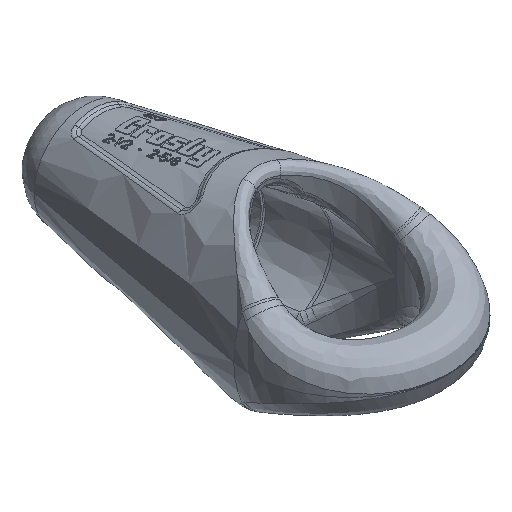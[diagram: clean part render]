
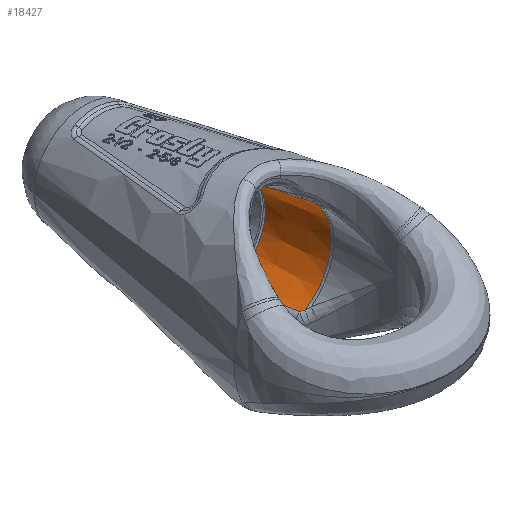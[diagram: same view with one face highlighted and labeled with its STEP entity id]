
A CAD part, isometric view. The second image highlights one B-rep face of the part: STEP entity #18427.
In plain terms, the highlighted conical face has half-angle 7.5 degrees and reference radius 69.502 mm.
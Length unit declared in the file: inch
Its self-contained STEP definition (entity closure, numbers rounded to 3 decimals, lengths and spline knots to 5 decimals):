
#1175=CARTESIAN_POINT('',(1.46417,6.42301,2.51794));
#1176=CARTESIAN_POINT('',(1.48083,6.40786,2.51056));
#1177=CARTESIAN_POINT('',(1.51407,6.37713,2.49552));
#1178=CARTESIAN_POINT('',(1.56375,6.32966,2.47209));
#1179=CARTESIAN_POINT('',(1.59672,6.29711,2.4559));
#1180=CARTESIAN_POINT('',(1.61316,6.2806,2.44767));
#1189=CARTESIAN_POINT('',(0.,6.2806,0.));
#1190=DIRECTION('',(0.,1.,0.));
#1191=DIRECTION('',(0.55,0.,0.835));
#1192=AXIS2_PLACEMENT_3D('',#1189,#1190,#1191);
#1194=CARTESIAN_POINT('',(0.,9.245,0.));
#1195=DIRECTION('',(0.,-1.,0.));
#1196=DIRECTION('',(0.196,0.,-0.981));
#1197=AXIS2_PLACEMENT_3D('',#1194,#1195,#1196);
#1211=CARTESIAN_POINT('',(1.61316,6.2806,2.44767));
#1276=CARTESIAN_POINT('',(1.61316,6.2806,-2.44767));
#1283=CARTESIAN_POINT('',(1.61316,6.2806,-2.44767));
#1284=CARTESIAN_POINT('',(1.59672,6.29711,-2.4559));
#1285=CARTESIAN_POINT('',(1.56375,6.32966,-2.47209));
#1286=CARTESIAN_POINT('',(1.51407,6.37713,-2.49552));
#1287=CARTESIAN_POINT('',(1.48083,6.40786,-2.51056));
#1288=CARTESIAN_POINT('',(1.46417,6.42301,-2.51794));
#1307=CARTESIAN_POINT('',(0.49833,9.245,
-2.49182));
#1314=CARTESIAN_POINT('',(0.49833,9.245,
-2.49182));
#1315=CARTESIAN_POINT('',(0.65124,8.95753,
-2.49984));
#1316=CARTESIAN_POINT('',(0.93016,8.36627,
-2.4966));
#1317=CARTESIAN_POINT('',(1.24265,7.46411,-2.48573));
#1318=CARTESIAN_POINT('',(1.40167,6.78003,-2.49994));
#1319=CARTESIAN_POINT('',(1.46417,6.42301,-2.51794));
#1414=CARTESIAN_POINT('',(0.49833,9.245,2.49182));
#1428=CARTESIAN_POINT('',(1.46417,6.42301,2.51794));
#1429=CARTESIAN_POINT('',(1.40167,6.78002,2.49994));
#1430=CARTESIAN_POINT('',(1.24266,7.46408,2.48573));
#1431=CARTESIAN_POINT('',(0.93017,8.36625,2.4966));
#1432=CARTESIAN_POINT('',(0.65124,8.95752,2.49984));
#1433=CARTESIAN_POINT('',(0.49833,9.245,2.49182));
#13156=VERTEX_POINT('',#1211);
#13239=VERTEX_POINT('',#1276);
#13241=VERTEX_POINT('',#1175);
#13242=VERTEX_POINT('',#1288);
#13316=VERTEX_POINT('',#1307);
#13319=VERTEX_POINT('',#1414);
#18410=CARTESIAN_POINT('',(0.,7.7628,0.));
#18411=DIRECTION('',(0.,-1.,0.));
#18412=DIRECTION('',(1.,0.,0.));
#18413=AXIS2_PLACEMENT_3D('',#18410,#18411,#18412);
#18414=CONICAL_SURFACE('',#18413,2.73631,7.5);
#18416=ORIENTED_EDGE('',*,*,#18415,.T.);
#18418=ORIENTED_EDGE('',*,*,#18417,.T.);
#18420=ORIENTED_EDGE('',*,*,#18419,.F.);
#18421=ORIENTED_EDGE('',*,*,#17634,.T.);
#18423=ORIENTED_EDGE('',*,*,#18422,.F.);
#18424=ORIENTED_EDGE('',*,*,#18401,.T.);
#18425=EDGE_LOOP('',(#18416,#18418,#18420,#18421,#18423,#18424));
#18426=FACE_OUTER_BOUND('',#18425,.F.);
#18427=ADVANCED_FACE('',(#18426),#18414,.F.);
#1181=B_SPLINE_CURVE_WITH_KNOTS('',3,(#1175,#1176,#1177,#1178,#1179,#1180),
.UNSPECIFIED.,.F.,.F.,(4,1,1,4),(0.,0.33333,0.66667,1.),
.UNSPECIFIED.);
#1193=CIRCLE('',#1192,2.93144);
#1198=CIRCLE('',#1197,2.54117);
#1289=B_SPLINE_CURVE_WITH_KNOTS('',3,(#1283,#1284,#1285,#1286,#1287,#1288),
.UNSPECIFIED.,.F.,.F.,(4,1,1,4),(0.,0.33333,0.66667,1.),
.UNSPECIFIED.);
#1320=B_SPLINE_CURVE_WITH_KNOTS('',3,(#1314,#1315,#1316,#1317,#1318,#1319),
.UNSPECIFIED.,.F.,.F.,(4,1,1,4),(0.,0.33333,0.66667,1.),
.UNSPECIFIED.);
#1434=B_SPLINE_CURVE_WITH_KNOTS('',3,(#1428,#1429,#1430,#1431,#1432,#1433),
.UNSPECIFIED.,.F.,.F.,(4,1,1,4),(0.,0.33333,0.66667,1.),
.UNSPECIFIED.);
#17634=EDGE_CURVE('',#13316,#13319,#1198,.T.);
#18401=EDGE_CURVE('',#13241,#13156,#1181,.T.);
#18415=EDGE_CURVE('',#13156,#13239,#1193,.T.);
#18417=EDGE_CURVE('',#13239,#13242,#1289,.T.);
#18419=EDGE_CURVE('',#13316,#13242,#1320,.T.);
#18422=EDGE_CURVE('',#13241,#13319,#1434,.T.);
